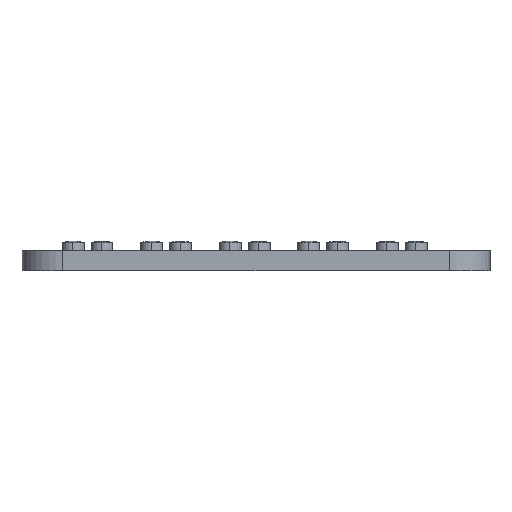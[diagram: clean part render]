
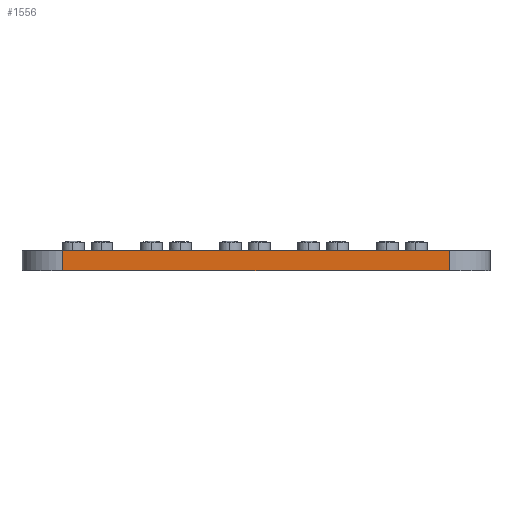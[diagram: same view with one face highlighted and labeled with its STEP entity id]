
A CAD part, front view. The second image highlights one B-rep face of the part: STEP entity #1556.
In plain terms, the highlighted planar face has unit normal (0, -1, 0).
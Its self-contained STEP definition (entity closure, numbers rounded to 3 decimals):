
#375 = DIRECTION ( 'NONE',  ( 0., 1., 0. ) ) ;
#1556 = ADVANCED_FACE ( 'NONE', ( #9069 ), #6933, .F. ) ;
#1616 = EDGE_CURVE ( 'NONE', #13414, #6499, #6062, .T. ) ;
#1729 = ORIENTED_EDGE ( 'NONE', *, *, #1616, .T. ) ;
#2241 = CARTESIAN_POINT ( 'NONE',  ( -14.3, -44.8, 1.5 ) ) ;
#2493 = EDGE_CURVE ( 'NONE', #6499, #3193, #10203, .T. ) ;
#3193 = VERTEX_POINT ( 'NONE', #6033 ) ;
#3541 = DIRECTION ( 'NONE',  ( 0., 0., -1. ) ) ;
#3551 = ORIENTED_EDGE ( 'NONE', *, *, #2493, .T. ) ;
#4754 = DIRECTION ( 'NONE',  ( 0., 0., 1. ) ) ;
#4768 = DIRECTION ( 'NONE',  ( 0., 0., 1. ) ) ;
#5221 = CARTESIAN_POINT ( 'NONE',  ( -14.3, -44.8, 1.5 ) ) ;
#6033 = CARTESIAN_POINT ( 'NONE',  ( 14.3, -44.8, 1.5 ) ) ;
#6062 = LINE ( 'NONE', #10359, #13957 ) ;
#6220 = EDGE_CURVE ( 'NONE', #7623, #3193, #13314, .T. ) ;
#6270 = EDGE_CURVE ( 'NONE', #7623, #13414, #13384, .T. ) ;
#6499 = VERTEX_POINT ( 'NONE', #14023 ) ;
#6778 = CARTESIAN_POINT ( 'NONE',  ( -17.3, -44.8, 1.5 ) ) ;
#6933 = PLANE ( 'NONE',  #11159 ) ;
#7623 = VERTEX_POINT ( 'NONE', #5221 ) ;
#8240 = VECTOR ( 'NONE', #3541, 1000. ) ;
#8558 = ORIENTED_EDGE ( 'NONE', *, *, #6220, .F. ) ;
#9069 = FACE_OUTER_BOUND ( 'NONE', #12531, .T. ) ;
#9616 = VECTOR ( 'NONE', #13173, 1000. ) ;
#10203 = LINE ( 'NONE', #13241, #10267 ) ;
#10218 = CARTESIAN_POINT ( 'NONE',  ( -17.3, -44.8, 1.5 ) ) ;
#10267 = VECTOR ( 'NONE', #4754, 1000. ) ;
#10290 = DIRECTION ( 'NONE',  ( 1., 0., 0. ) ) ;
#10359 = CARTESIAN_POINT ( 'NONE',  ( -17.3, -44.8, 0. ) ) ;
#11159 = AXIS2_PLACEMENT_3D ( 'NONE', #10218, #375, #4768 ) ;
#11526 = ORIENTED_EDGE ( 'NONE', *, *, #6270, .T. ) ;
#12267 = CARTESIAN_POINT ( 'NONE',  ( -14.3, -44.8, 0. ) ) ;
#12531 = EDGE_LOOP ( 'NONE', ( #8558, #11526, #1729, #3551 ) ) ;
#13173 = DIRECTION ( 'NONE',  ( 1., 0., 0. ) ) ;
#13241 = CARTESIAN_POINT ( 'NONE',  ( 14.3, -44.8, 1.5 ) ) ;
#13314 = LINE ( 'NONE', #6778, #9616 ) ;
#13384 = LINE ( 'NONE', #2241, #8240 ) ;
#13414 = VERTEX_POINT ( 'NONE', #12267 ) ;
#13957 = VECTOR ( 'NONE', #10290, 1000. ) ;
#14023 = CARTESIAN_POINT ( 'NONE',  ( 14.3, -44.8, 0. ) ) ;
